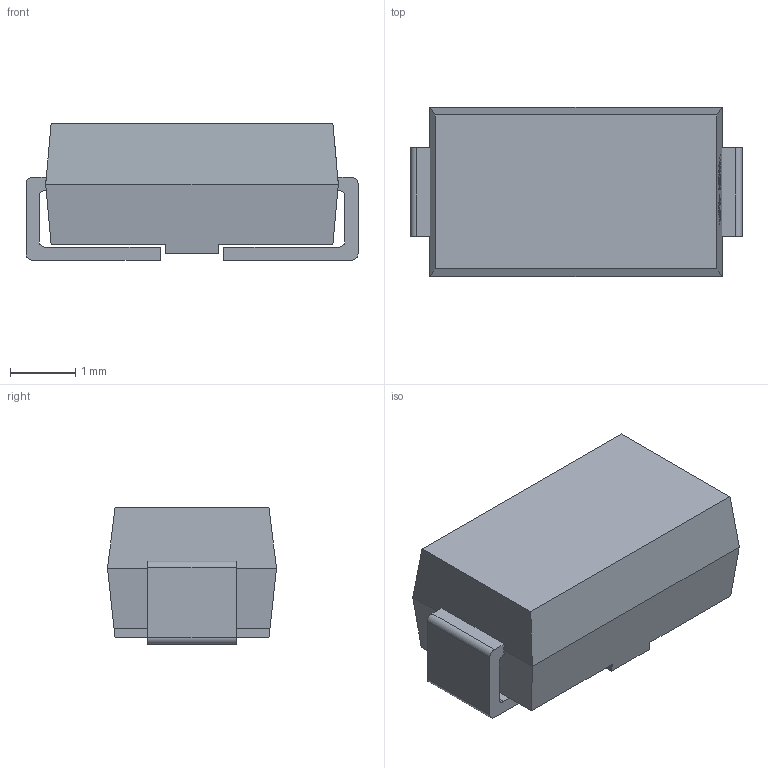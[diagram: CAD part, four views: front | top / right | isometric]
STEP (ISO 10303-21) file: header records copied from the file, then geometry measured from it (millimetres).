
FILE_DESCRIPTION (( 'STEP AP214' ), '1' );
FILE_NAME ('SMA_L4.5-W2.6-LS5.1-BI.step', '2022-07-15T04:47:58', ( '' ), ( '' ), 'SwSTEP 2.0', 'SolidWorks 2020', '' );
FILE_SCHEMA (( 'AUTOMOTIVE_DESIGN' ));
Length unit declared in the file: millimetre
Products named in the file (1): SMA_L4.5-W2.6-LS5.1-BI
Bounding box: 5.11 x 2.6 x 2.1 mm (x, y, z)
Volume: 22.5 mm3; surface area: 67.8 mm2
Topology: 14 solids, 14 shells, 331 faces, 884 edges, 588 vertices
Faces by surface type: plane 209, bspline 114, cylinder 8
Entity records: 14528 total; most frequent: CARTESIAN_POINT 4166, ORIENTED_EDGE 1768, DIRECTION 1104, EDGE_CURVE 884, LINE 636, VECTOR 636, VERTEX_POINT 588, EDGE_LOOP 350
